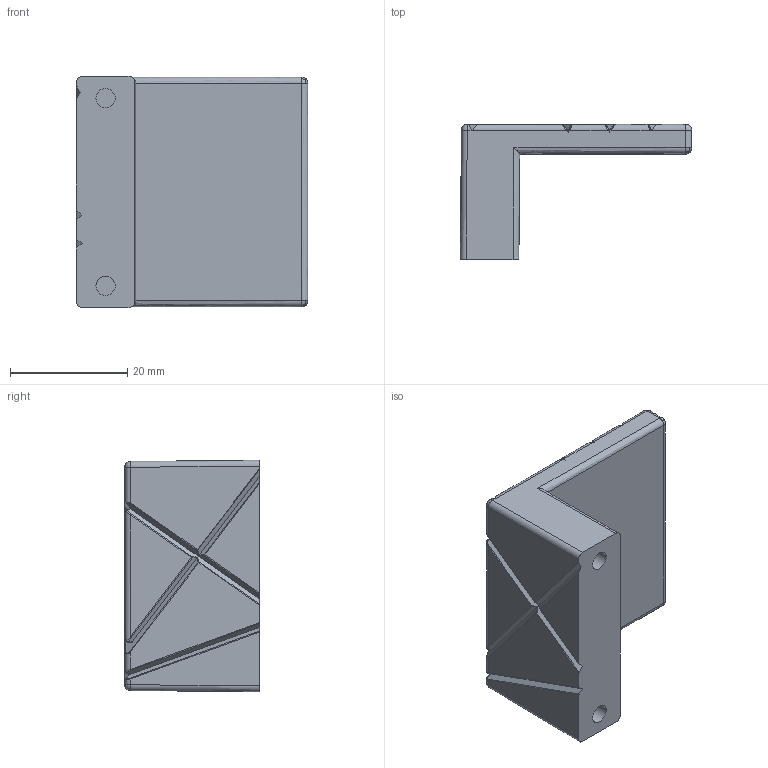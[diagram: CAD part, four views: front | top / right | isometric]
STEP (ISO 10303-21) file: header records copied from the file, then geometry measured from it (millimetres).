
FILE_DESCRIPTION(('Creo Elements/Direct Modeling STEP Export'),'2;1');
FILE_NAME('2094-40.stp','2017-11-13T11:22:37',(''),(''),'Creo Elements/Direct Modeling STEP processor for AP214 (Solid Model)','Creo Elements/Direct Modeling 20.0 12-Nov-2016 (C) Parametric Technology GmbH','');
FILE_SCHEMA(('AUTOMOTIVE_DESIGN { 1 0 10303 214 1 1 1 1 }'));
Products named in the file (1): 2094-40
Bounding box: 39.5 x 23.02 x 39.5 mm (x, y, z)
Volume: 14119.4 mm3; surface area: 6204.2 mm2
Topology: 1 solids, 1 shells, 319 faces, 767 edges, 402 vertices
Faces by surface type: bspline 159, plane 83, cylinder 45, cone 25, sphere 4, extrusion 3
Entity records: 46999 total; most frequent: CARTESIAN_POINT 41940, ORIENTED_EDGE 1430, EDGE_CURVE 715, DIRECTION 446, VERTEX_POINT 402, B_SPLINE_CURVE_WITH_KNOTS 354, EDGE_LOOP 323, FACE_OUTER_BOUND 319
